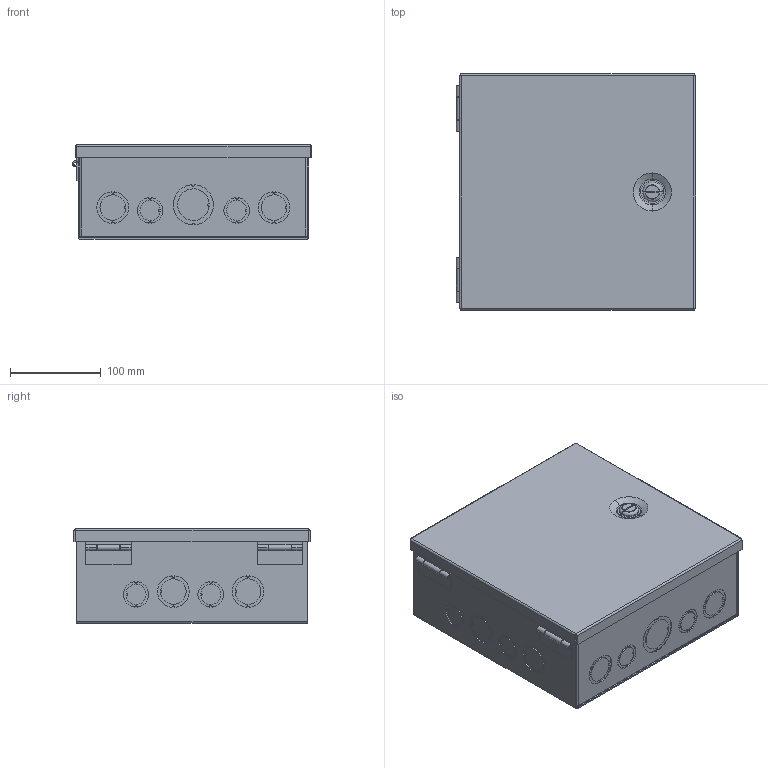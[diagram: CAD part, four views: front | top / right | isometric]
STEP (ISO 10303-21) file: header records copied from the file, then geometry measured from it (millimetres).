
FILE_DESCRIPTION (( 'STEP AP214' ), '1' );
FILE_NAME ('hbjbh4960ko.step', '2014-04-10T18:57:47', ( 'ENG1' ), ( '' ), 'SwSTEP 2.0', 'SolidWorks 2011', '' );
FILE_SCHEMA (( 'AUTOMOTIVE_DESIGN' ));
Length unit declared in the file: inch
Products named in the file (14): 4944-L; 4944-LS; 4944-LN; 4944-LC; 4944-LH; 4944-BAKO_4960-BAKO; 4944-CA_4960-CA; 4944-H; 4944-H1; 4944-H2; 4944-C_4960-C; 3950-EPKO_3960-EPKO; 4944-BKO_4960-BKO; hbjbh4960ko
Assembly tree (15 placements, depth 5):
  hbjbh4960ko
    4944-L
      4944-LN
      4944-LS
      4944-LC
      4944-LH
    4944-BAKO_4960-BAKO
      3950-EPKO_3960-EPKO  x2
      4944-BKO_4960-BKO
      4944-CA_4960-CA
        4944-H  x2
          4944-H1
          4944-H2
        4944-C_4960-C
Bounding box: 263.55 x 260.35 x 104.22 mm (x, y, z)
Volume: 430191.6 mm3; surface area: 556117.8 mm2
Topology: 12 solids, 12 shells, 795 faces, 1882 edges, 1196 vertices
Faces by surface type: cylinder 437, plane 312, torus 22, cone 20, bspline 4
Entity records: 18815 total; most frequent: DIRECTION 3390, CARTESIAN_POINT 3157, ORIENTED_EDGE 2892, EDGE_CURVE 1446, AXIS2_PLACEMENT_3D 1357, VERTEX_POINT 916, CIRCLE 726, EDGE_LOOP 702
